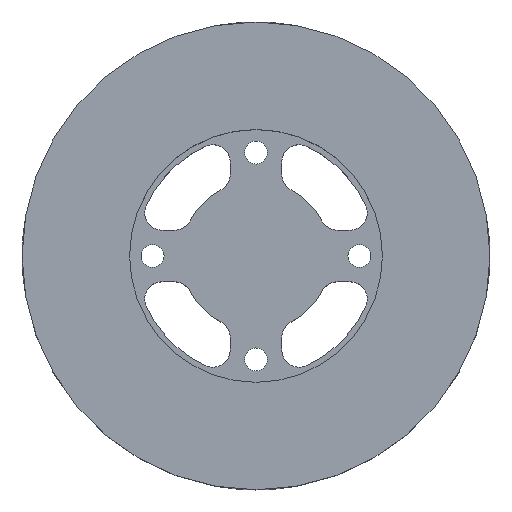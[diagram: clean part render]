
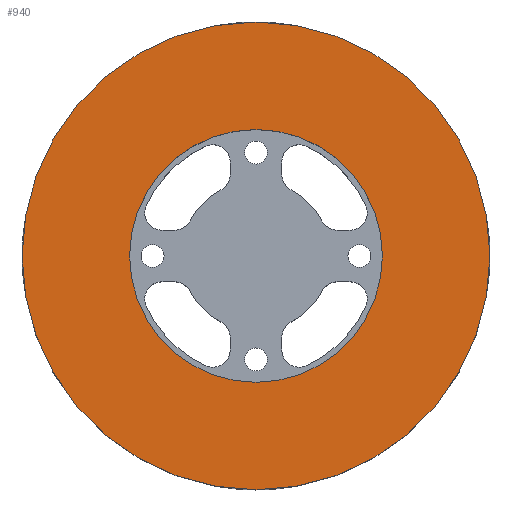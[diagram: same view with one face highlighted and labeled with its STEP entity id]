
A CAD part, top view. The second image highlights one B-rep face of the part: STEP entity #940.
In plain terms, the highlighted planar face has unit normal (0, 0, 1).
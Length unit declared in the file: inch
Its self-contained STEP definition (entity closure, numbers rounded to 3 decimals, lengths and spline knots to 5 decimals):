
#26=FACE_BOUND('',#158,.T.);
#48=PLANE('',#1075);
#97=FACE_OUTER_BOUND('',#157,.T.);
#157=EDGE_LOOP('',(#820));
#158=EDGE_LOOP('',(#821));
#228=CIRCLE('',#1069,0.86614);
#230=CIRCLE('',#1073,1.60236);
#450=VERTEX_POINT('',#1766);
#452=VERTEX_POINT('',#1773);
#582=EDGE_CURVE('',#450,#450,#228,.T.);
#585=EDGE_CURVE('',#452,#452,#230,.T.);
#820=ORIENTED_EDGE('',*,*,#585,.T.);
#821=ORIENTED_EDGE('',*,*,#582,.T.);
#940=ADVANCED_FACE('',(#97,#26),#48,.T.);
#1069=AXIS2_PLACEMENT_3D('',#1767,#1345,#1346);
#1073=AXIS2_PLACEMENT_3D('',#1774,#1354,#1355);
#1075=AXIS2_PLACEMENT_3D('',#1779,#1360,#1361);
#1345=DIRECTION('center_axis',(0.,0.,-1.));
#1346=DIRECTION('ref_axis',(1.,0.,0.));
#1354=DIRECTION('center_axis',(0.,0.,1.));
#1355=DIRECTION('ref_axis',(1.,0.,0.));
#1360=DIRECTION('center_axis',(0.,0.,1.));
#1361=DIRECTION('ref_axis',(1.,0.,0.));
#1766=CARTESIAN_POINT('',(-0.86614,0.,0.8563));
#1767=CARTESIAN_POINT('Origin',(0.,0.,0.8563));
#1773=CARTESIAN_POINT('',(-1.60236,0.,0.8563));
#1774=CARTESIAN_POINT('Origin',(0.,0.,0.8563));
#1779=CARTESIAN_POINT('Origin',(0.,0.,0.8563));
